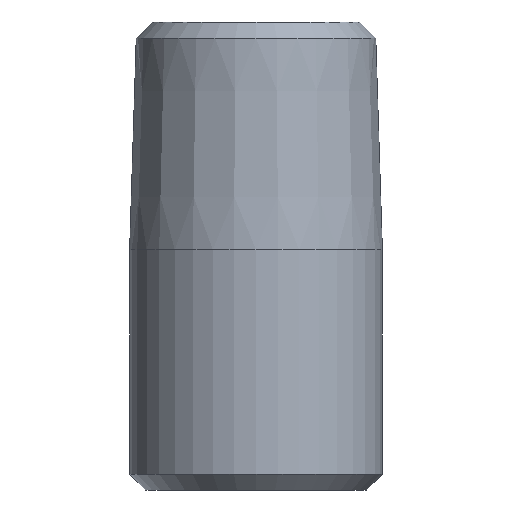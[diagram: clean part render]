
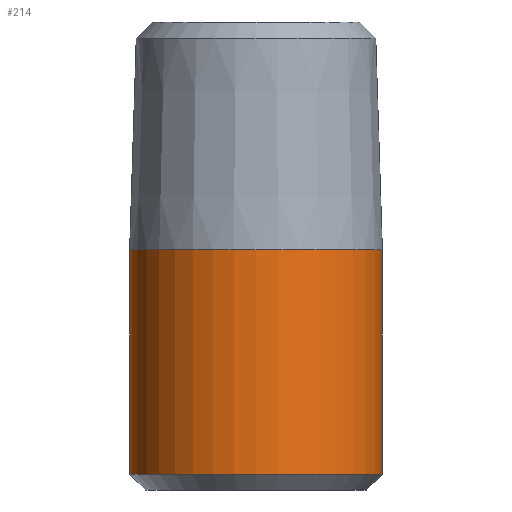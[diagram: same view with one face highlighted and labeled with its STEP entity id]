
A CAD part, front view. The second image highlights one B-rep face of the part: STEP entity #214.
In plain terms, the highlighted cylindrical face has radius 5.144 mm (diameter 10.287 mm), a partial arc.
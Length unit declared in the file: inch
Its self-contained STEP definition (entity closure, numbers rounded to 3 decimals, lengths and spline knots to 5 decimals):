
#10 = FACE_OUTER_BOUND ( 'NONE', #193, .T. ) ;
#12 = AXIS2_PLACEMENT_3D ( 'NONE', #109, #416, #415 ) ;
#52 = AXIS2_PLACEMENT_3D ( 'NONE', #495, #120, #200 ) ;
#61 = EDGE_CURVE ( 'NONE', #205, #277, #452, .T. ) ;
#88 = CARTESIAN_POINT ( 'NONE',  ( -0.2025, 0., 0.025 ) ) ;
#101 = DIRECTION ( 'NONE',  ( 0., 0., -1. ) ) ;
#102 = CARTESIAN_POINT ( 'NONE',  ( -0.2025, 0., 0.75 ) ) ;
#109 = CARTESIAN_POINT ( 'NONE',  ( 0., 0., 0.025 ) ) ;
#117 = DIRECTION ( 'NONE',  ( -1., 0., 0. ) ) ;
#120 = DIRECTION ( 'NONE',  ( 0., 0., -1. ) ) ;
#186 = EDGE_CURVE ( 'NONE', #205, #222, #230, .T. ) ;
#193 = EDGE_LOOP ( 'NONE', ( #500, #365, #403, #382 ) ) ;
#200 = DIRECTION ( 'NONE',  ( -1., 0., 0. ) ) ;
#205 = VERTEX_POINT ( 'NONE', #283 ) ;
#212 = VERTEX_POINT ( 'NONE', #88 ) ;
#214 = ADVANCED_FACE ( 'NONE', ( #10 ), #462, .T. ) ;
#218 = CARTESIAN_POINT ( 'NONE',  ( 0.2025, 0., 0.025 ) ) ;
#222 = VERTEX_POINT ( 'NONE', #430 ) ;
#230 = CIRCLE ( 'NONE', #52, 0.2025 ) ;
#256 = VECTOR ( 'NONE', #370, 39.37008 ) ;
#277 = VERTEX_POINT ( 'NONE', #218 ) ;
#283 = CARTESIAN_POINT ( 'NONE',  ( 0.2025, 0., 0.385 ) ) ;
#314 = DIRECTION ( 'NONE',  ( 0., 0., -1. ) ) ;
#324 = VECTOR ( 'NONE', #101, 39.37008 ) ;
#337 = CARTESIAN_POINT ( 'NONE',  ( 0.2025, 0., 0.75 ) ) ;
#349 = AXIS2_PLACEMENT_3D ( 'NONE', #421, #314, #117 ) ;
#354 = EDGE_CURVE ( 'NONE', #222, #212, #485, .T. ) ;
#365 = ORIENTED_EDGE ( 'NONE', *, *, #186, .T. ) ;
#370 = DIRECTION ( 'NONE',  ( 0., 0., -1. ) ) ;
#382 = ORIENTED_EDGE ( 'NONE', *, *, #480, .T. ) ;
#403 = ORIENTED_EDGE ( 'NONE', *, *, #354, .T. ) ;
#415 = DIRECTION ( 'NONE',  ( 1., 0., 0. ) ) ;
#416 = DIRECTION ( 'NONE',  ( 0., 0., 1. ) ) ;
#421 = CARTESIAN_POINT ( 'NONE',  ( 0., 0., 0.75 ) ) ;
#424 = CIRCLE ( 'NONE', #12, 0.2025 ) ;
#430 = CARTESIAN_POINT ( 'NONE',  ( -0.2025, 0., 0.385 ) ) ;
#452 = LINE ( 'NONE', #337, #324 ) ;
#462 = CYLINDRICAL_SURFACE ( 'NONE', #349, 0.2025 ) ;
#480 = EDGE_CURVE ( 'NONE', #212, #277, #424, .T. ) ;
#485 = LINE ( 'NONE', #102, #256 ) ;
#495 = CARTESIAN_POINT ( 'NONE',  ( 0., 0., 0.385 ) ) ;
#500 = ORIENTED_EDGE ( 'NONE', *, *, #61, .F. ) ;
